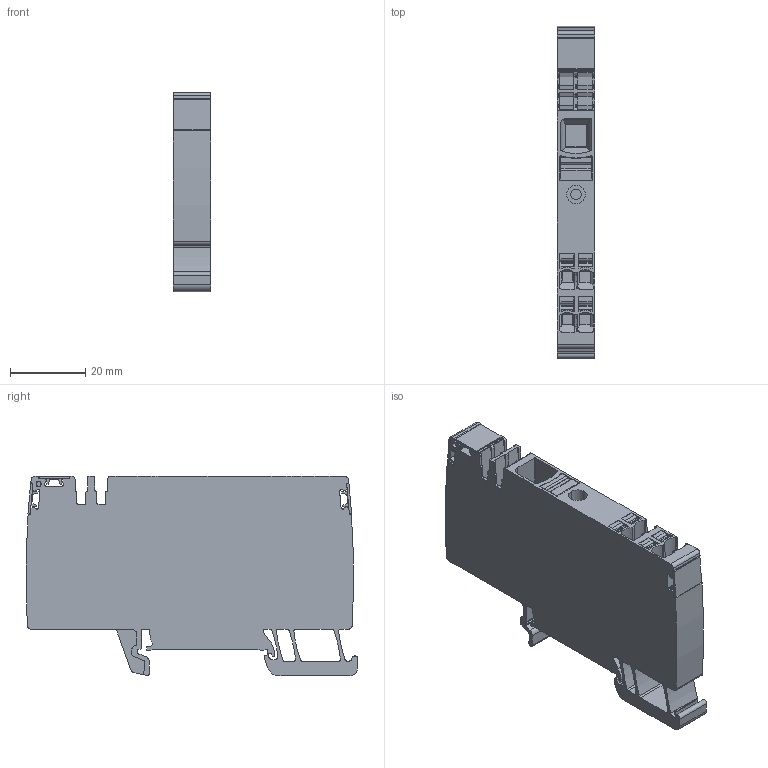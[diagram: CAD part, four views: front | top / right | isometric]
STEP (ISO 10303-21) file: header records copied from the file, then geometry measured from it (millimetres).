
FILE_DESCRIPTION(('CATIA V5 STEP Exchange','CAx-IF Rec.Pracs.--- Model Styling and Organization---1.4--- 2014-01-23'),'2;1');
FILE_NAME ('1135663-2_1', '2020-01-07T12:09:05+00:00', ('none'), ('Weidmueller'), 'CATIA Version 5-6 Release 2016 SP3 HF44', 'CATIA V5 STEP AP214', 'none');
FILE_SCHEMA(('AUTOMOTIVE_DESIGN { 1 0 10303 214 1 1 1 1 }'));
Length unit declared in the file: millimetre
Products named in the file (1): 2675520000
Bounding box: 10 x 88.35 x 53.19 mm (x, y, z)
Volume: 34990.2 mm3; surface area: 15959.4 mm2
Topology: 9 solids, 9 shells, 956 faces, 2839 edges, 1911 vertices
Faces by surface type: plane 518, cylinder 393, extrusion 24, cone 10, sphere 6, torus 5
Entity records: 31568 total; most frequent: CARTESIAN_POINT 7047, ORIENTED_EDGE 5666, DIRECTION 4076, EDGE_CURVE 2833, VERTEX_POINT 1911, VECTOR 1903, LINE 1879, AXIS2_PLACEMENT_3D 1415
